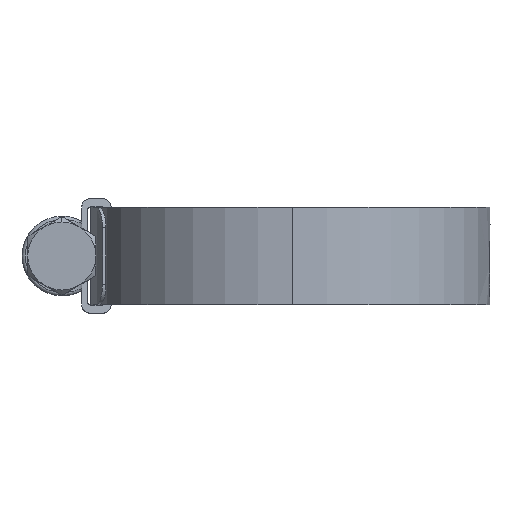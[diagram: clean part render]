
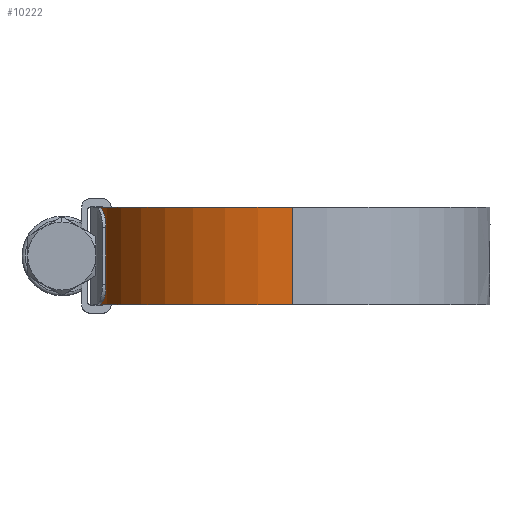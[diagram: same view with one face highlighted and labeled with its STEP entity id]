
A CAD part, left-side view. The second image highlights one B-rep face of the part: STEP entity #10222.
In plain terms, the highlighted cylindrical face has radius 29.03 mm (diameter 58.06 mm), a partial arc.
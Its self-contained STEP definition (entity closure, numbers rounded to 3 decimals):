
#214 = EDGE_CURVE ( 'NONE', #3823, #10731, #1301, .T. ) ;
#453 = DIRECTION ( 'NONE',  ( 0., 0., -1. ) ) ;
#651 = DIRECTION ( 'NONE',  ( 0., 0., -1. ) ) ;
#677 = CARTESIAN_POINT ( 'NONE',  ( 0., 29.03, 7.135 ) ) ;
#845 = AXIS2_PLACEMENT_3D ( 'NONE', #1920, #651, #2934 ) ;
#1299 = AXIS2_PLACEMENT_3D ( 'NONE', #2068, #1860, #11825 ) ;
#1301 = LINE ( 'NONE', #13523, #11069 ) ;
#1646 = CARTESIAN_POINT ( 'NONE',  ( -29.03, 0., -7.135 ) ) ;
#1860 = DIRECTION ( 'NONE',  ( 0., 0., 1. ) ) ;
#1920 = CARTESIAN_POINT ( 'NONE',  ( 0., 0., 7.135 ) ) ;
#2068 = CARTESIAN_POINT ( 'NONE',  ( 0., 0., 7.135 ) ) ;
#2126 = DIRECTION ( 'NONE',  ( 0., 0., 1. ) ) ;
#2422 = EDGE_CURVE ( 'NONE', #12596, #7095, #5611, .T. ) ;
#2934 = DIRECTION ( 'NONE',  ( -1., 0., 0. ) ) ;
#3499 = ORIENTED_EDGE ( 'NONE', *, *, #10443, .T. ) ;
#3823 = VERTEX_POINT ( 'NONE', #677 ) ;
#3917 = FACE_OUTER_BOUND ( 'NONE', #4918, .T. ) ;
#4918 = EDGE_LOOP ( 'NONE', ( #7215, #12544, #10016, #3499 ) ) ;
#5169 = CIRCLE ( 'NONE', #14087, 29.03 ) ;
#5611 = LINE ( 'NONE', #12215, #10865 ) ;
#6629 = DIRECTION ( 'NONE',  ( 0., 0., -1. ) ) ;
#7095 = VERTEX_POINT ( 'NONE', #1646 ) ;
#7215 = ORIENTED_EDGE ( 'NONE', *, *, #2422, .F. ) ;
#8052 = CARTESIAN_POINT ( 'NONE',  ( -29.03, 0., 7.135 ) ) ;
#9563 = CARTESIAN_POINT ( 'NONE',  ( 0., 29.03, -7.135 ) ) ;
#9724 = CARTESIAN_POINT ( 'NONE',  ( 0., 0., -7.135 ) ) ;
#10016 = ORIENTED_EDGE ( 'NONE', *, *, #214, .T. ) ;
#10222 = ADVANCED_FACE ( 'NONE', ( #3917 ), #13728, .T. ) ;
#10443 = EDGE_CURVE ( 'NONE', #10731, #7095, #5169, .T. ) ;
#10687 = CIRCLE ( 'NONE', #1299, 29.03 ) ;
#10731 = VERTEX_POINT ( 'NONE', #9563 ) ;
#10865 = VECTOR ( 'NONE', #6629, 1000. ) ;
#11069 = VECTOR ( 'NONE', #453, 1000. ) ;
#11825 = DIRECTION ( 'NONE',  ( 1., 0., 0. ) ) ;
#12215 = CARTESIAN_POINT ( 'NONE',  ( -29.03, 0., 7.135 ) ) ;
#12544 = ORIENTED_EDGE ( 'NONE', *, *, #13240, .F. ) ;
#12596 = VERTEX_POINT ( 'NONE', #8052 ) ;
#13240 = EDGE_CURVE ( 'NONE', #3823, #12596, #10687, .T. ) ;
#13523 = CARTESIAN_POINT ( 'NONE',  ( 0., 29.03, 7.135 ) ) ;
#13728 = CYLINDRICAL_SURFACE ( 'NONE', #845, 29.03 ) ;
#14087 = AXIS2_PLACEMENT_3D ( 'NONE', #9724, #2126, #14088 ) ;
#14088 = DIRECTION ( 'NONE',  ( 1., 0., 0. ) ) ;
